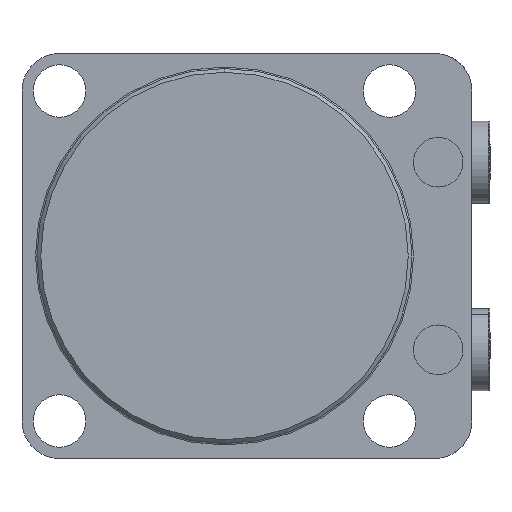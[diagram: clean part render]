
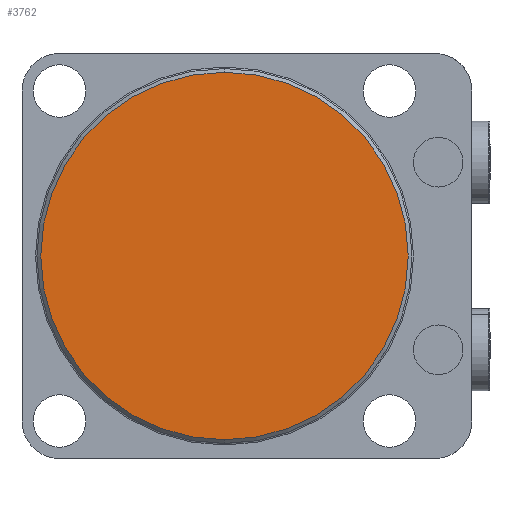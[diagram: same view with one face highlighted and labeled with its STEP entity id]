
A CAD part, front view. The second image highlights one B-rep face of the part: STEP entity #3762.
In plain terms, the highlighted planar face has unit normal (0, -1, 0).
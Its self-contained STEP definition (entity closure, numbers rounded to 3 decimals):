
#816 = CIRCLE ( 'NONE', #3954, 49. ) ;
#921 = CIRCLE ( 'NONE', #3985, 49. ) ;
#1278 = EDGE_LOOP ( 'NONE', ( #1979, #1980 ) ) ;
#1494 = DIRECTION ( 'NONE',  ( 0., 0., 1. ) ) ;
#1512 = DIRECTION ( 'NONE',  ( 0., 1., 0. ) ) ;
#1534 = PLANE ( 'NONE',  #4129 ) ;
#1561 = CARTESIAN_POINT ( 'NONE',  ( -54., 0., 54. ) ) ;
#1979 = ORIENTED_EDGE ( 'NONE', *, *, #4520, .T. ) ;
#1980 = ORIENTED_EDGE ( 'NONE', *, *, #4448, .T. ) ;
#2304 = DIRECTION ( 'NONE',  ( 0., 0., 1. ) ) ;
#2319 = DIRECTION ( 'NONE',  ( 0., -1., 0. ) ) ;
#2320 = CARTESIAN_POINT ( 'NONE',  ( 0., 0., 0. ) ) ;
#2680 = DIRECTION ( 'NONE',  ( 0., 0., 1. ) ) ;
#2682 = DIRECTION ( 'NONE',  ( 0., -1., 0. ) ) ;
#2683 = CARTESIAN_POINT ( 'NONE',  ( 0., 0., 0. ) ) ;
#3762 = ADVANCED_FACE ( 'NONE', ( #4649 ), #1534, .F. ) ;
#3954 = AXIS2_PLACEMENT_3D ( 'NONE', #2683, #2682, #2680 ) ;
#3985 = AXIS2_PLACEMENT_3D ( 'NONE', #2320, #2319, #2304 ) ;
#4129 = AXIS2_PLACEMENT_3D ( 'NONE', #1561, #1512, #1494 ) ;
#4448 = EDGE_CURVE ( 'NONE', #5007, #5011, #921, .T. ) ;
#4520 = EDGE_CURVE ( 'NONE', #5011, #5007, #816, .T. ) ;
#4649 = FACE_OUTER_BOUND ( 'NONE', #1278, .T. ) ;
#5007 = VERTEX_POINT ( 'NONE', #5290 ) ;
#5011 = VERTEX_POINT ( 'NONE', #5285 ) ;
#5285 = CARTESIAN_POINT ( 'NONE',  ( 0., 0., 49. ) ) ;
#5290 = CARTESIAN_POINT ( 'NONE',  ( 0., 0., -49. ) ) ;
